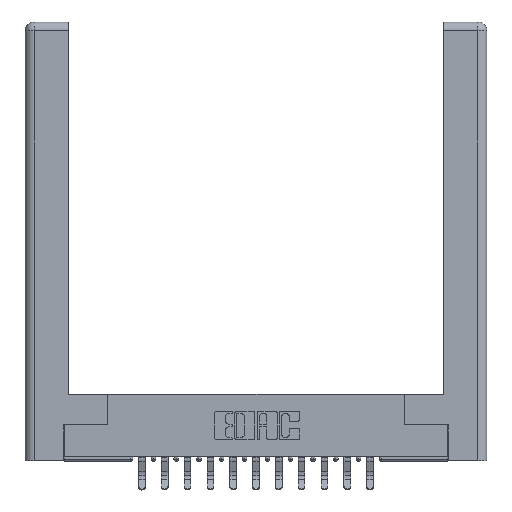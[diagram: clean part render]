
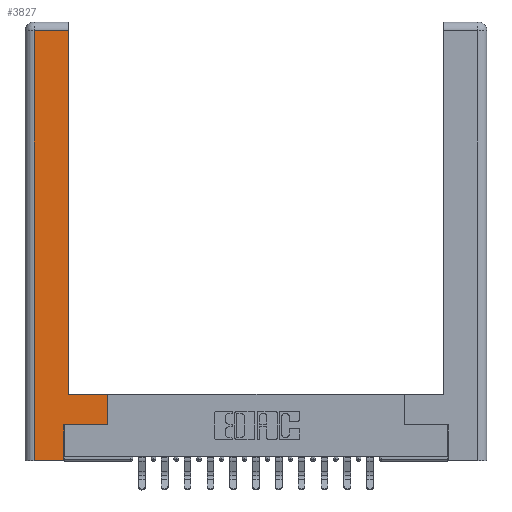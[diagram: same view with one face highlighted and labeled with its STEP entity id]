
A CAD part, top view. The second image highlights one B-rep face of the part: STEP entity #3827.
In plain terms, the highlighted planar face has unit normal (0, 0, 1).
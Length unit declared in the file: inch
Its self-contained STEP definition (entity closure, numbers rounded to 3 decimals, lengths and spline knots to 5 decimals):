
#179 = ORIENTED_EDGE ( 'NONE', *, *, #17022, .T. ) ;
#421 = VERTEX_POINT ( 'NONE', #9088 ) ;
#720 = PLANE ( 'NONE',  #9446 ) ;
#1117 = EDGE_CURVE ( 'NONE', #11103, #4476, #11737, .T. ) ;
#1209 = ORIENTED_EDGE ( 'NONE', *, *, #10904, .T. ) ;
#1847 = CARTESIAN_POINT ( 'NONE',  ( 0.565, 0.45, 0. ) ) ;
#1904 = ORIENTED_EDGE ( 'NONE', *, *, #12623, .T. ) ;
#2382 = FACE_OUTER_BOUND ( 'NONE', #8716, .T. ) ;
#2610 = ORIENTED_EDGE ( 'NONE', *, *, #15661, .T. ) ;
#2647 = LINE ( 'NONE', #7287, #5825 ) ;
#3327 = LINE ( 'NONE', #4393, #12053 ) ;
#3736 = LINE ( 'NONE', #9083, #14924 ) ;
#3827 = ADVANCED_FACE ( 'NONE', ( #2382 ), #720, .F. ) ;
#3850 = VECTOR ( 'NONE', #9625, 39.37008 ) ;
#4097 = VECTOR ( 'NONE', #6318, 39.37008 ) ;
#4384 = LINE ( 'NONE', #9478, #17135 ) ;
#4393 = CARTESIAN_POINT ( 'NONE',  ( 0.265, 0., 0. ) ) ;
#4476 = VERTEX_POINT ( 'NONE', #18180 ) ;
#4566 = VERTEX_POINT ( 'NONE', #16855 ) ;
#4649 = DIRECTION ( 'NONE',  ( 1., 0., 0. ) ) ;
#4781 = VERTEX_POINT ( 'NONE', #17969 ) ;
#4970 = DIRECTION ( 'NONE',  ( 0., 0., -1. ) ) ;
#5343 = ORIENTED_EDGE ( 'NONE', *, *, #1117, .T. ) ;
#5816 = CARTESIAN_POINT ( 'NONE',  ( 0.0615, 2.94, 0. ) ) ;
#5825 = VECTOR ( 'NONE', #5948, 39.37008 ) ;
#5948 = DIRECTION ( 'NONE',  ( 0., 1., 0. ) ) ;
#6261 = CARTESIAN_POINT ( 'NONE',  ( 0.0615, 2.94, 0. ) ) ;
#6318 = DIRECTION ( 'NONE',  ( -1., 0., 0. ) ) ;
#6755 = ORIENTED_EDGE ( 'NONE', *, *, #18550, .T. ) ;
#6843 = CARTESIAN_POINT ( 'NONE',  ( 0.295, 0.45, 0. ) ) ;
#6926 = CARTESIAN_POINT ( 'NONE',  ( 0.0615, 0., 0. ) ) ;
#7287 = CARTESIAN_POINT ( 'NONE',  ( 0.265, 0.245, 0. ) ) ;
#7668 = DIRECTION ( 'NONE',  ( 0., 1., 0. ) ) ;
#7681 = DIRECTION ( 'NONE',  ( -1., 0., 0. ) ) ;
#8716 = EDGE_LOOP ( 'NONE', ( #5343, #16513, #13184, #179, #2610, #1904, #6755, #1209 ) ) ;
#9083 = CARTESIAN_POINT ( 'NONE',  ( 0.295, 0.45, 0. ) ) ;
#9088 = CARTESIAN_POINT ( 'NONE',  ( 0.0615, 0., 0. ) ) ;
#9237 = CARTESIAN_POINT ( 'NONE',  ( 0., 0., 0. ) ) ;
#9298 = LINE ( 'NONE', #18137, #9733 ) ;
#9446 = AXIS2_PLACEMENT_3D ( 'NONE', #9237, #4970, #16400 ) ;
#9461 = VERTEX_POINT ( 'NONE', #1847 ) ;
#9478 = CARTESIAN_POINT ( 'NONE',  ( 0.565, 0.45, 0. ) ) ;
#9625 = DIRECTION ( 'NONE',  ( 0., -1., 0. ) ) ;
#9733 = VECTOR ( 'NONE', #15434, 39.37008 ) ;
#9912 = VECTOR ( 'NONE', #7668, 39.37008 ) ;
#10904 = EDGE_CURVE ( 'NONE', #9461, #11103, #3736, .T. ) ;
#11011 = LINE ( 'NONE', #6926, #3850 ) ;
#11103 = VERTEX_POINT ( 'NONE', #6843 ) ;
#11737 = LINE ( 'NONE', #16166, #9912 ) ;
#12053 = VECTOR ( 'NONE', #4649, 39.37008 ) ;
#12118 = DIRECTION ( 'NONE',  ( 0., 1., 0. ) ) ;
#12224 = VERTEX_POINT ( 'NONE', #17615 ) ;
#12623 = EDGE_CURVE ( 'NONE', #4781, #12224, #9298, .T. ) ;
#13045 = EDGE_CURVE ( 'NONE', #4476, #15630, #16875, .T. ) ;
#13184 = ORIENTED_EDGE ( 'NONE', *, *, #13462, .T. ) ;
#13462 = EDGE_CURVE ( 'NONE', #15630, #421, #11011, .T. ) ;
#14924 = VECTOR ( 'NONE', #7681, 39.37008 ) ;
#15434 = DIRECTION ( 'NONE',  ( 1., 0., 0. ) ) ;
#15630 = VERTEX_POINT ( 'NONE', #5816 ) ;
#15661 = EDGE_CURVE ( 'NONE', #4566, #4781, #2647, .T. ) ;
#16166 = CARTESIAN_POINT ( 'NONE',  ( 0.295, 3., 0. ) ) ;
#16400 = DIRECTION ( 'NONE',  ( -1., 0., 0. ) ) ;
#16513 = ORIENTED_EDGE ( 'NONE', *, *, #13045, .T. ) ;
#16855 = CARTESIAN_POINT ( 'NONE',  ( 0.265, 0., 0. ) ) ;
#16875 = LINE ( 'NONE', #6261, #4097 ) ;
#17022 = EDGE_CURVE ( 'NONE', #421, #4566, #3327, .T. ) ;
#17135 = VECTOR ( 'NONE', #12118, 39.37008 ) ;
#17615 = CARTESIAN_POINT ( 'NONE',  ( 0.565, 0.245, 0. ) ) ;
#17969 = CARTESIAN_POINT ( 'NONE',  ( 0.265, 0.245, 0. ) ) ;
#18137 = CARTESIAN_POINT ( 'NONE',  ( 0.565, 0.245, 0. ) ) ;
#18180 = CARTESIAN_POINT ( 'NONE',  ( 0.295, 2.94, 0. ) ) ;
#18550 = EDGE_CURVE ( 'NONE', #12224, #9461, #4384, .T. ) ;
